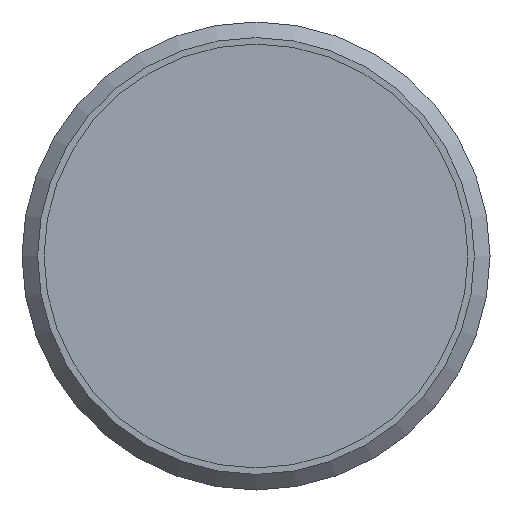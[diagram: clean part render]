
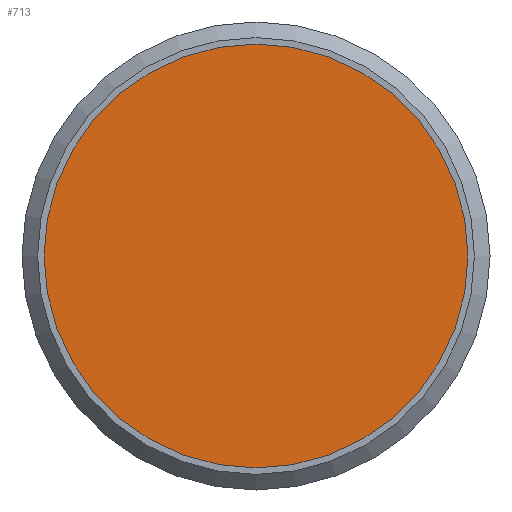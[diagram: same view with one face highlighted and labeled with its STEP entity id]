
A CAD part, front view. The second image highlights one B-rep face of the part: STEP entity #713.
In plain terms, the highlighted planar face has unit normal (0, -1, 0).
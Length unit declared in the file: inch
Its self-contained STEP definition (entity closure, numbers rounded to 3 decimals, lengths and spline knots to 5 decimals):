
#75 = DIRECTION ( 'NONE',  ( 0., 0., 1. ) ) ;
#116 = DIRECTION ( 'NONE',  ( 0., 0., -1. ) ) ;
#206 = DIRECTION ( 'NONE',  ( 0., 1., 0. ) ) ;
#210 = ORIENTED_EDGE ( 'NONE', *, *, #430, .F. ) ;
#214 = VERTEX_POINT ( 'NONE', #1135 ) ;
#369 = EDGE_LOOP ( 'NONE', ( #210 ) ) ;
#430 = EDGE_CURVE ( 'NONE', #214, #214, #1633, .T. ) ;
#705 = PLANE ( 'NONE',  #1516 ) ;
#713 = ADVANCED_FACE ( 'NONE', ( #1362 ), #705, .F. ) ;
#888 = AXIS2_PLACEMENT_3D ( 'NONE', #1432, #1416, #116 ) ;
#1135 = CARTESIAN_POINT ( 'NONE',  ( 0., -1.1122, -0.32087 ) ) ;
#1362 = FACE_OUTER_BOUND ( 'NONE', #369, .T. ) ;
#1416 = DIRECTION ( 'NONE',  ( 0., 1., 0. ) ) ;
#1432 = CARTESIAN_POINT ( 'NONE',  ( 0., -1.1122, 0. ) ) ;
#1516 = AXIS2_PLACEMENT_3D ( 'NONE', #1638, #206, #75 ) ;
#1633 = CIRCLE ( 'NONE', #888, 0.32087 ) ;
#1638 = CARTESIAN_POINT ( 'NONE',  ( 0., -1.1122, 0. ) ) ;
